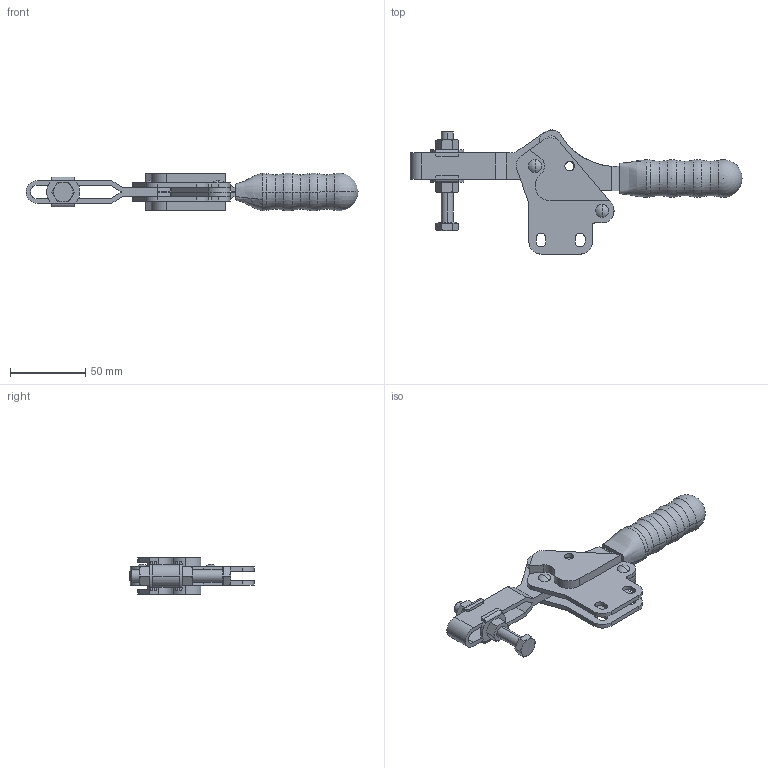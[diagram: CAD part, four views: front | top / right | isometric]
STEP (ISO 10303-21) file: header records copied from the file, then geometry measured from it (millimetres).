
FILE_DESCRIPTION (( 'STEP AP214' ), '1' );
FILE_NAME ('GH-22501-B(Â²¤Æ).STEP', '2020-07-13T07:10:43', ( 'LinWei' ), ( '' ), 'SwSTEP 2.0', 'SolidWorks 2016', '' );
FILE_SCHEMA (( 'AUTOMOTIVE_DESIGN' ));
Length unit declared in the file: millimetre
Products named in the file (6): GH-22501-B 壓把-1^GH-22501-B(簡化); Group5^GH-22501-B(簡化); Group4^GH-22501-B(簡化); Group2^GH-22501-B(簡化); Group1^GH-22501-B(簡化); GH-22501-B(簡化)
Assembly tree (5 placements, depth 2):
  GH-22501-B(簡化)
    Group1^GH-22501-B(簡化)
    Group2^GH-22501-B(簡化)
    Group4^GH-22501-B(簡化)
    Group5^GH-22501-B(簡化)
    GH-22501-B 壓把-1^GH-22501-B(簡化)
Bounding box: 220.44 x 82.44 x 25 mm (x, y, z)
Volume: 84744.2 mm3; surface area: 44358 mm2
Topology: 5 solids, 5 shells, 341 faces, 887 edges, 569 vertices
Faces by surface type: plane 144, cylinder 129, cone 30, torus 20, sphere 16, bspline 2
Entity records: 13021 total; most frequent: CARTESIAN_POINT 2916, DIRECTION 1831, ORIENTED_EDGE 1736, EDGE_CURVE 868, AXIS2_PLACEMENT_3D 703, VERTEX_POINT 558, LINE 425, VECTOR 425
